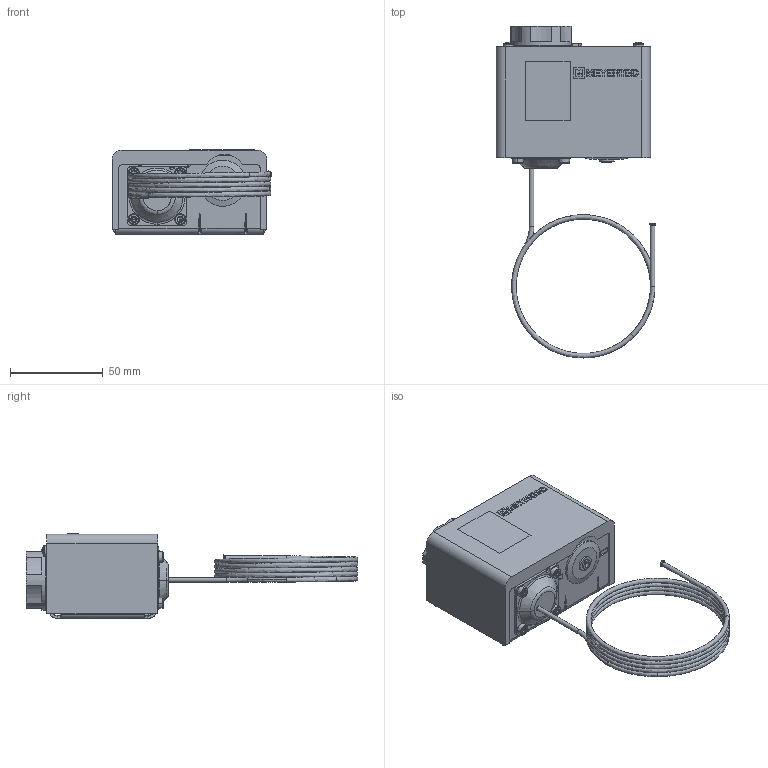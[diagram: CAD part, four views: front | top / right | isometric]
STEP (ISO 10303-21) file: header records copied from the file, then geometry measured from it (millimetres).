
FILE_DESCRIPTION(('STEP AP214'), '1');
FILE_NAME('íîâûé êîðïóñ', '', ('UNSPECIFIED'), ('UNSPECIFIED'), 'C3D Converter', 'C3D Toolkit', '');
FILE_SCHEMA(('AUTOMOTIVE_DESIGN { 1 0 10303 214 3 1 1}'));
Length unit declared in the file: millimetre
Products named in the file (19): -01
Assembly tree (23 placements, depth 3):
  -01
    (unnamed)
      (unnamed)  x3
      (unnamed)
      (unnamed)
      (unnamed)
      (unnamed)  x3
      (unnamed)
      (unnamed)
      (unnamed)
      (unnamed)
      (unnamed)
    (unnamed)
    (unnamed)
    (unnamed)
    (unnamed)
    (unnamed)  x2
    (unnamed)
    (unnamed)
Bounding box: 86.35 x 179.46 x 45.49 mm (x, y, z)
Volume: 41064.6 mm3; surface area: 89763.3 mm2
Topology: 24 solids, 25 shells, 3647 faces, 10798 edges, 7352 vertices
Faces by surface type: plane 1860, bspline 612, extrusion 580, cylinder 448, cone 73, torus 68, sphere 6
Full cylindrical faces by diameter (mm): 2.5 x3, 3 x2, 3.209 x1, 5.245 x1, 5.6 x2, 8.298 x1, 10.5 x1, 15.616 x1, 25 x1, 32.667 x1
Entity records: 196070 total; most frequent: CARTESIAN_POINT 80810, ORIENTED_EDGE 21027, DIRECTION 13365, EDGE_CURVE 10531, VERTEX_POINT 7204, VECTOR 6095, LINE 5515, B_SPLINE_CURVE_WITH_KNOTS 4246
